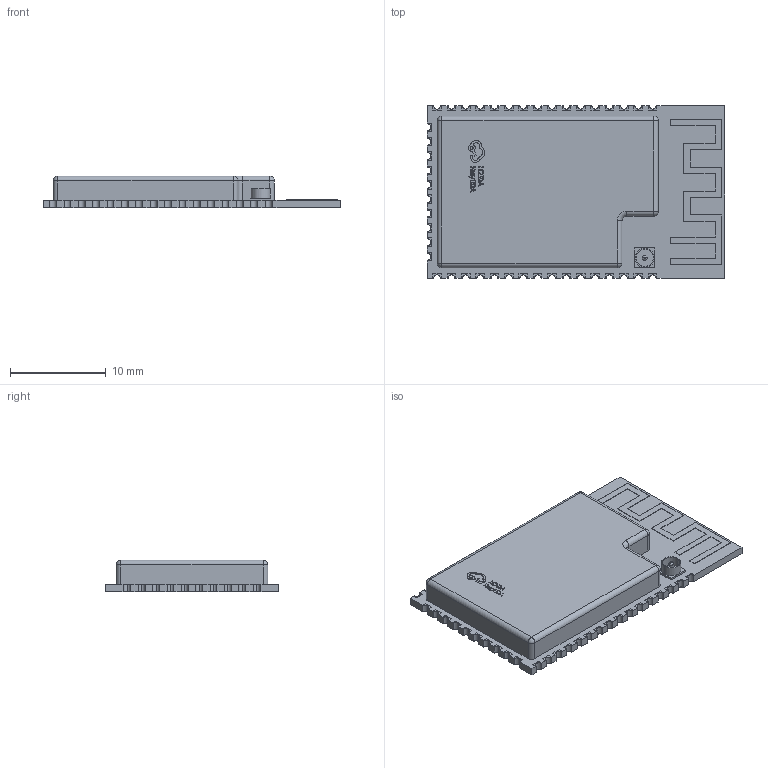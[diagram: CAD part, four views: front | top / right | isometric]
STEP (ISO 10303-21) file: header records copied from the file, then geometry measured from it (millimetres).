
FILE_DESCRIPTION (( 'STEP AP214' ), '1' );
FILE_NAME ('WIFI-SMD_L31.0-W18.0-H3.3-ESP32-S2-WROVER-I.step', '2022-07-15T04:52:02', ( '' ), ( '' ), 'SwSTEP 2.0', 'SolidWorks 2020', '' );
FILE_SCHEMA (( 'AUTOMOTIVE_DESIGN' ));
Length unit declared in the file: millimetre
Products named in the file (1): WIFI-SMD_L31.0-W18.0-H3.3-ESP32-S2-WROVER-I
Bounding box: 31 x 18 x 3.3 mm (x, y, z)
Volume: 1301.9 mm3; surface area: 1390.5 mm2
Topology: 14 solids, 14 shells, 493 faces, 1563 edges, 1107 vertices
Faces by surface type: plane 317, bspline 98, cylinder 70, sphere 5, torus 3
Entity records: 23554 total; most frequent: CARTESIAN_POINT 4661, ORIENTED_EDGE 3116, DIRECTION 2281, EDGE_CURVE 1558, LINE 1199, VECTOR 1199, VERTEX_POINT 1107, AXIS2_PLACEMENT_3D 541
